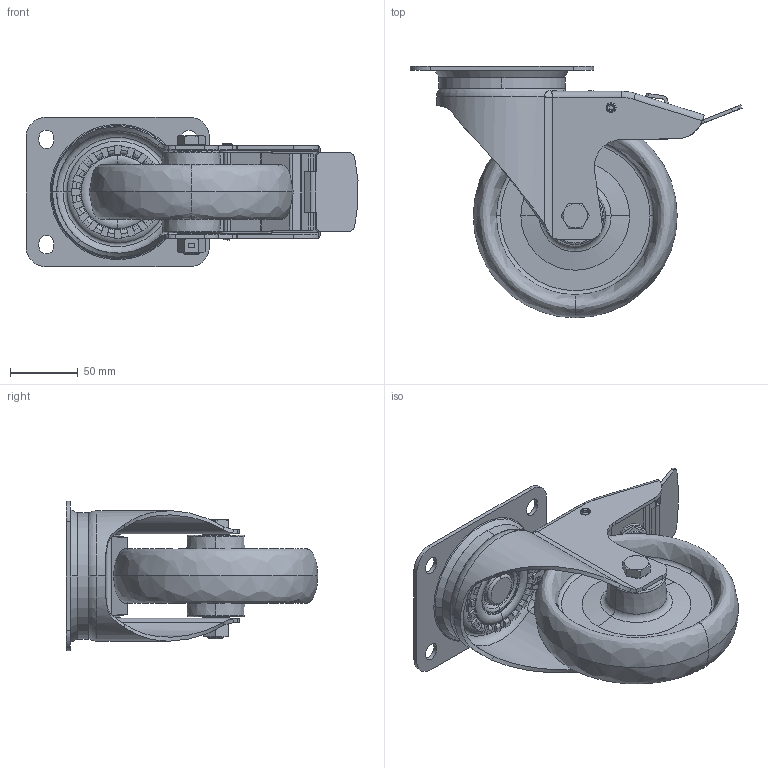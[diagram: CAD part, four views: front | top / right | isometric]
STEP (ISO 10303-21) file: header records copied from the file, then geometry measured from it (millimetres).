
FILE_DESCRIPTION (( 'STEP AP214' ), '1' );
FILE_NAME ('0056066.step', '2023-06-22T09:43:42', ( '' ), ( '' ), 'SwSTEP 2.0', 'SolidWorks 2020', '' );
FILE_SCHEMA (( 'AUTOMOTIVE_DESIGN' ));
Length unit declared in the file: millimetre
Products named in the file (1): 0056066
Bounding box: 244.14 x 185 x 110 mm (x, y, z)
Volume: 600824.5 mm3; surface area: 225846.4 mm2
Topology: 12 solids, 13 shells, 1350 faces, 3563 edges, 2222 vertices
Faces by surface type: plane 549, cylinder 298, torus 232, cone 102, bspline 95, sphere 74
Entity records: 65624 total; most frequent: CARTESIAN_POINT 18662, ORIENTED_EDGE 6838, DIRECTION 6570, EDGE_CURVE 3419, AXIS2_PLACEMENT_3D 2579, VERTEX_POINT 2138, EDGE_LOOP 1435, VECTOR 1412
